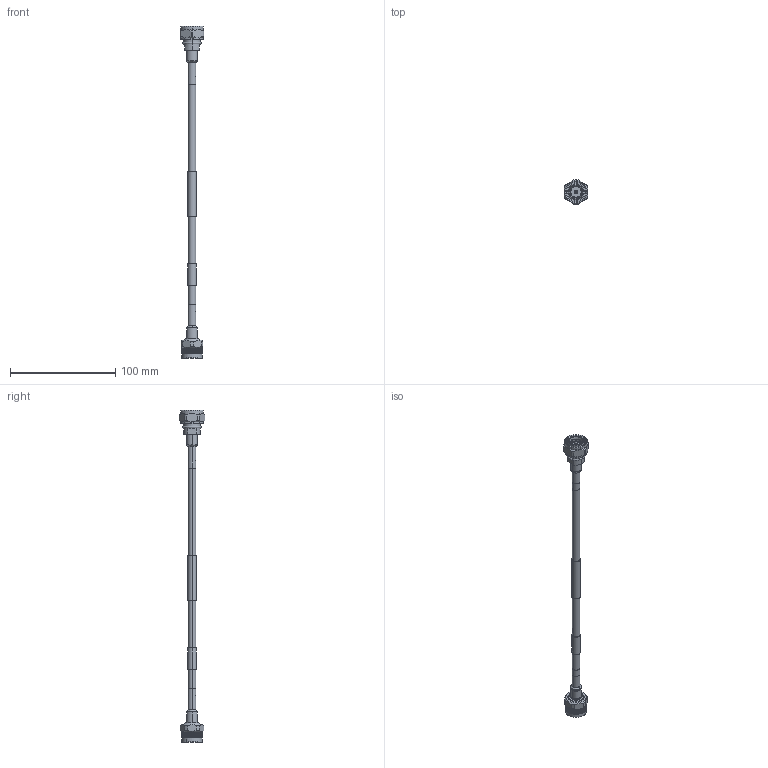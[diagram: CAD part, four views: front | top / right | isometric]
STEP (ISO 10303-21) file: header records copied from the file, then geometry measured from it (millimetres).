
FILE_DESCRIPTION (( 'STEP AP214' ), '1' );
FILE_NAME ('FMCA1891_3D.step', '2025-07-24T23:32:18', ( '' ), ( '' ), 'SwSTEP 2.0', 'SolidWorks 2022', '' );
FILE_SCHEMA (( 'AUTOMOTIVE_DESIGN' ));
Length unit declared in the file: inch
Products named in the file (6): TC-250-4310M-LP; TC-250-4310M-LP_body; TFT-5G-402^FMCA1891; Heat Shrink^FMCA1891; FMCA1891_3D; TC-250-NM-LP_3D^FMCA1891
Assembly tree (6 placements, depth 3):
  FMCA1891_3D
    TFT-5G-402^FMCA1891
    Heat Shrink^FMCA1891  x2
    TC-250-4310M-LP
      TC-250-4310M-LP_body
    TC-250-NM-LP_3D^FMCA1891
Bounding box: 22 x 24.5 x 316.03 mm (x, y, z)
Volume: 23240.8 mm3; surface area: 15049.7 mm2
Topology: 5 solids, 5 shells, 2373 faces, 5115 edges, 2774 vertices
Faces by surface type: bspline 1687, cylinder 516, cone 85, plane 65, torus 20
Entity records: 79873 total; most frequent: CARTESIAN_POINT 47031, ORIENTED_EDGE 10194, EDGE_CURVE 5097, VERTEX_POINT 2762, DIRECTION 2549, EDGE_LOOP 2389, FACE_OUTER_BOUND 2365, ADVANCED_FACE 2365
